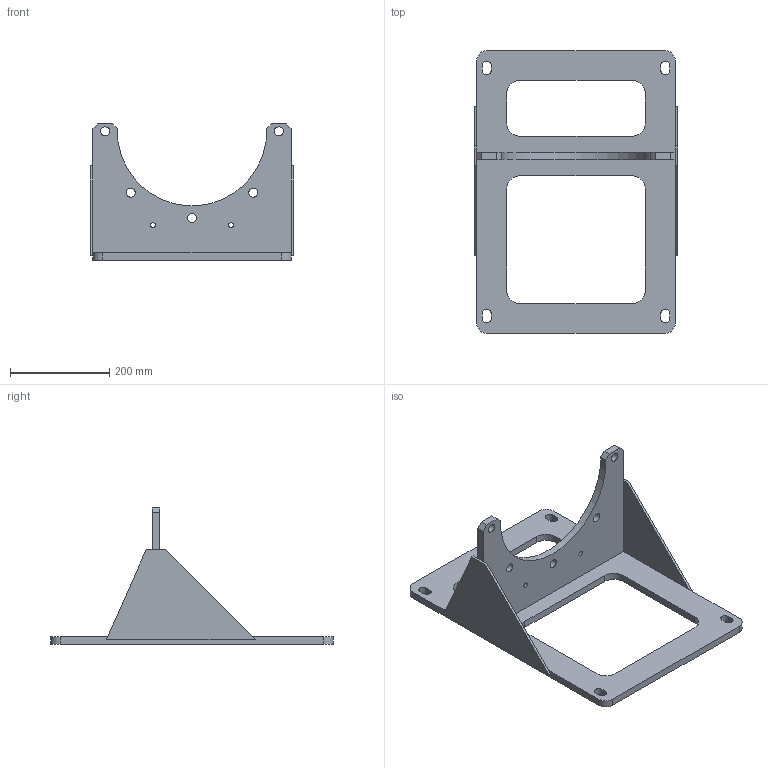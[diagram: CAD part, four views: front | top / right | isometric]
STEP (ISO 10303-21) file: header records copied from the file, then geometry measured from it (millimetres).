
FILE_DESCRIPTION (( 'STEP AP203' ), '1' );
FILE_NAME ('P400.STEP', '2017-11-16T12:01:12', ( '' ), ( '' ), 'SwSTEP 2.0', 'SolidWorks 2016', '' );
FILE_SCHEMA (( 'CONFIG_CONTROL_DESIGN' ));
Length unit declared in the file: millimetre
Products named in the file (1): P400
Bounding box: 410 x 570 x 275 mm (x, y, z)
Volume: 3093988.5 mm3; surface area: 589406 mm2
Topology: 4 solids, 4 shells, 73 faces, 195 edges, 130 vertices
Faces by surface type: plane 45, cylinder 28
Full cylindrical faces by diameter (mm): 10 x2, 18 x5
Entity records: 2373 total; most frequent: DIRECTION 392, CARTESIAN_POINT 392, ORIENTED_EDGE 376, EDGE_CURVE 188, VECTOR 132, LINE 132, VERTEX_POINT 130, AXIS2_PLACEMENT_3D 130
